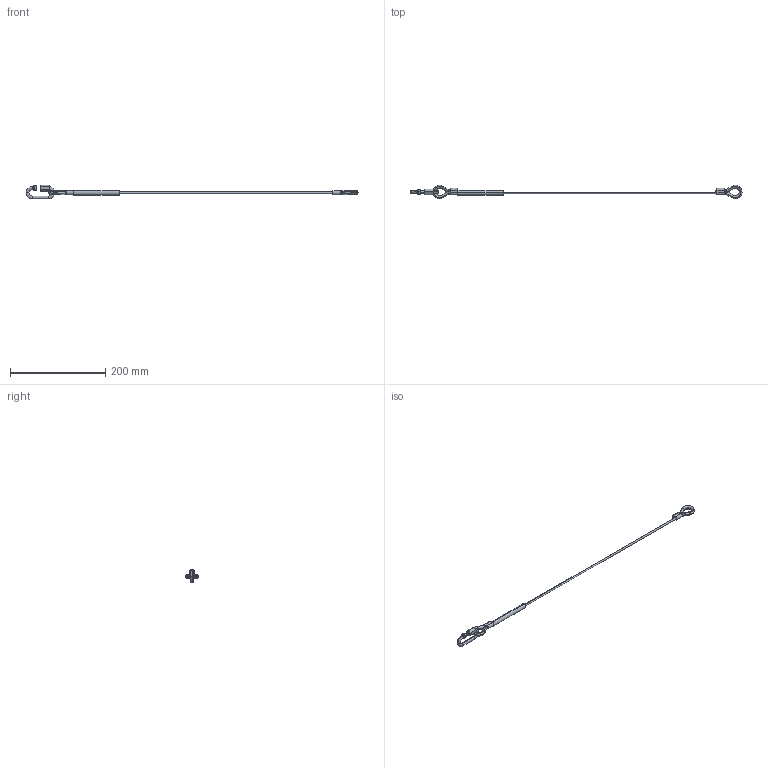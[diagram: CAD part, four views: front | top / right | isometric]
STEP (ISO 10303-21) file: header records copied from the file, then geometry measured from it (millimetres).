
FILE_DESCRIPTION (( 'STEP AP203' ), '1' );
FILE_NAME ('T45850.STEP', '2018-07-30T13:51:30', ( '' ), ( '' ), 'SwSTEP 2.0', 'SolidWorks 2016', '' );
FILE_SCHEMA (( 'CONFIG_CONTROL_DESIGN' ));
Length unit declared in the file: millimetre
Products named in the file (6): T23490; S3154; T40100 (T45850); T38700; S3250_HEATSHRINK - BLACK -  DIA 9.5; T45850
Assembly tree (7 placements, depth 2):
  T45850
    T40100 (T45850)
    T38700  x2
    S3154  x2
    S3250_HEATSHRINK - BLACK -  DIA 9.5
    T23490
Bounding box: 698 x 28 x 29.35 mm (x, y, z)
Volume: 18984 mm3; surface area: 25000.8 mm2
Topology: 8 solids, 8 shells, 163 faces, 372 edges, 228 vertices
Faces by surface type: plane 61, cylinder 60, torus 30, cone 12
Entity records: 4284 total; most frequent: CARTESIAN_POINT 795, DIRECTION 662, ORIENTED_EDGE 548, AXIS2_PLACEMENT_3D 281, EDGE_CURVE 274, VERTEX_POINT 166, CIRCLE 148, EDGE_LOOP 132
